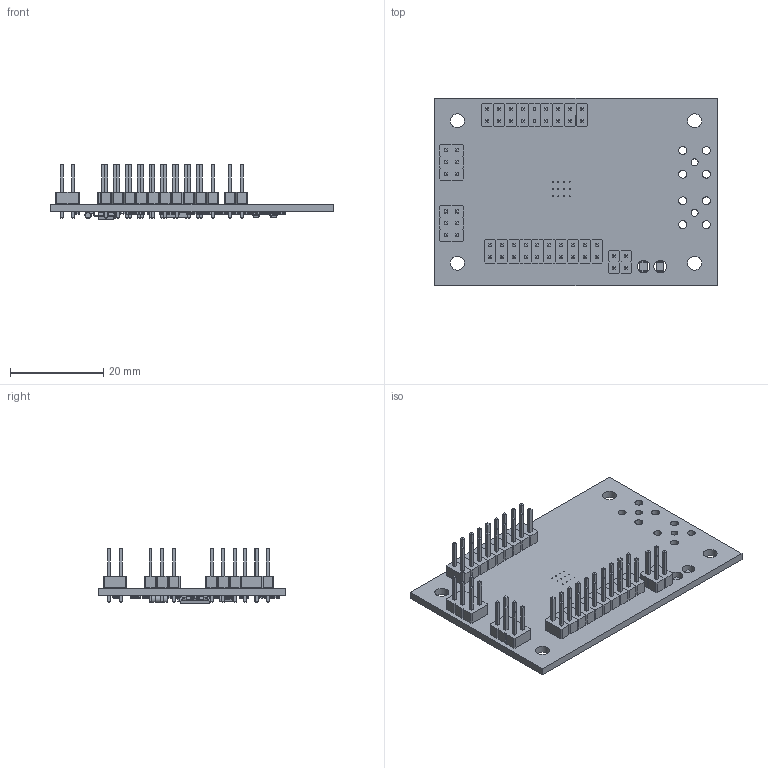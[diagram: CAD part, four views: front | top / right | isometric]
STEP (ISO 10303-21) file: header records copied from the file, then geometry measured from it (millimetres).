
FILE_DESCRIPTION(('KiCad electronic assembly'),'2;1');
FILE_NAME('ISM01A.step','2022-04-06T13:10:19',('Pcbnew'),('Kicad'), 'Open CASCADE STEP processor 7.5','KiCad to STEP converter','Unknown' );
FILE_SCHEMA(('AUTOMOTIVE_DESIGN { 1 0 10303 214 1 1 1 1 }'));
Length unit declared in the file: millimetre
Products named in the file (20): ISM01A 1; PinHeader_2x01_P2.54mm_Vertical; SOLID; PinHeader_1x02_P2.54mm_Vertical; PinHeader_2x03_P2.54mm_Vertical; R_0805_2012Metric; SOT-223; SOT-23; LED_1206_3216Metric; D_MiniMELF; QFN-36-1EP_5x6mm_P0.5mm_EP3.6x4.1mm; tmp98d8rvc9 PCB
Assembly tree (99 placements, depth 3):
  ISM01A 1
    PinHeader_2x01_P2.54mm_Vertical  x19
      SOLID
    PinHeader_1x02_P2.54mm_Vertical  x2
      SOLID
    PinHeader_2x03_P2.54mm_Vertical  x2
      SOLID
    R_0805_2012Metric  x59
      SOLID
    SOT-223
      SOLID
    SOT-23  x2
      SOLID
    LED_1206_3216Metric  x2
      SOLID
    D_MiniMELF
      SOLID
    QFN-36-1EP_5x6mm_P0.5mm_EP3.6x4.1mm
      SOLID
    tmp98d8rvc9 PCB
Bounding box: 60.45 x 40.13 x 11.94 mm (x, y, z)
Volume: 4950.5 mm3; surface area: 8957.8 mm2
Topology: 90 solids, 90 shells, 3433 faces, 8613 edges, 5476 vertices
Faces by surface type: bspline 3345, cylinder 82, plane 6
Full cylindrical faces by diameter (mm): 0.2 x12, 0.889 x54, 1.5 x2, 1.7 x8, 2.7 x2, 3 x4
Entity records: 52488 total; most frequent: CARTESIAN_POINT 17856, B_SPLINE_CURVE_WITH_KNOTS 5208, ORIENTED_EDGE 4124, PCURVE 4124, DEFINITIONAL_REPRESENTATION 4124, EDGE_CURVE 2062, SURFACE_CURVE 1972, VERTEX_POINT 1320
